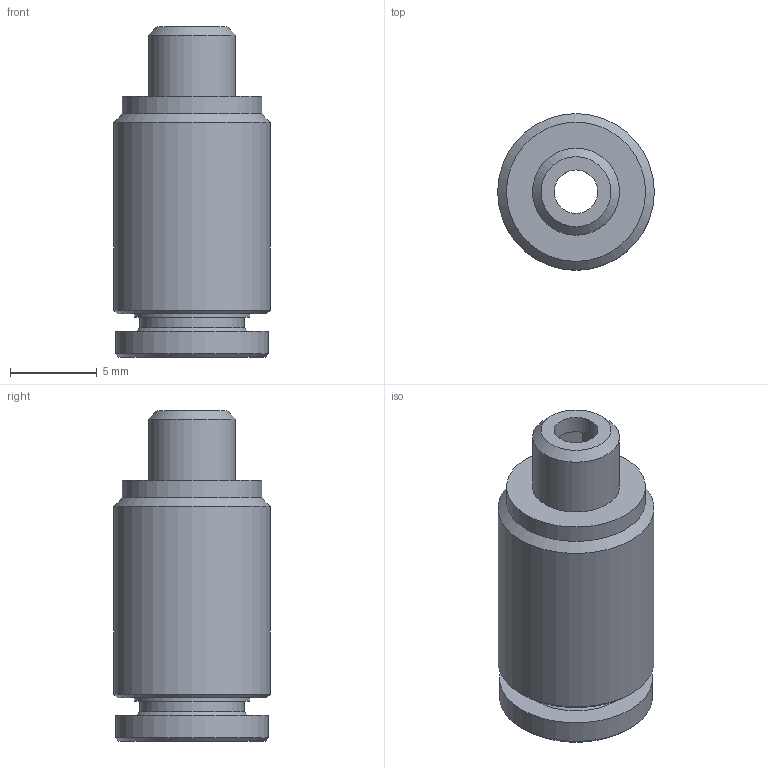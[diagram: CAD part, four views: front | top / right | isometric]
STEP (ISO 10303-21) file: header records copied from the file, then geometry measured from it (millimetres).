
FILE_DESCRIPTION(/* description */ ('STEP AP214'),/* implementation_level */ '2;1');
FILE_NAME(/* name */ '578370_NPQH-DK-M5-Q4-P10',/* time_stamp */ '2024-09-13T03:34:45+02:00',/* author */ ('License CC BY-ND 4.0'),/* organization */ ('CADENAS'),/* preprocessor_version */ 'ST-DEVELOPER v19.3',/* originating_system */ 'PARTsolutions',/* authorisation */ ' ');
FILE_SCHEMA (('AUTOMOTIVE_DESIGN {1 0 10303 214 3 1 1}'));
Length unit declared in the file: millimetre
Products named in the file (1): 578370 NPQH-DK-M5-Q4-P10
Bounding box: 9 x 9 x 19 mm (x, y, z)
Volume: 781.3 mm3; surface area: 843.1 mm2
Topology: 1 solids, 1 shells, 33 faces, 66 edges, 39 vertices
Faces by surface type: plane 18, cylinder 8, cone 7
Full cylindrical faces by diameter (mm): 2.5 x1, 4 x1, 5 x1, 6 x1, 6.6 x1, 8 x1, 8.8 x1, 9 x1
Entity records: 802 total; most frequent: CARTESIAN_POINT 140, DIRECTION 138, ORIENTED_EDGE 100, AXIS2_PLACEMENT_3D 60, EDGE_LOOP 54, FACE_BOUND 54, EDGE_CURVE 50, VERTEX_POINT 38
